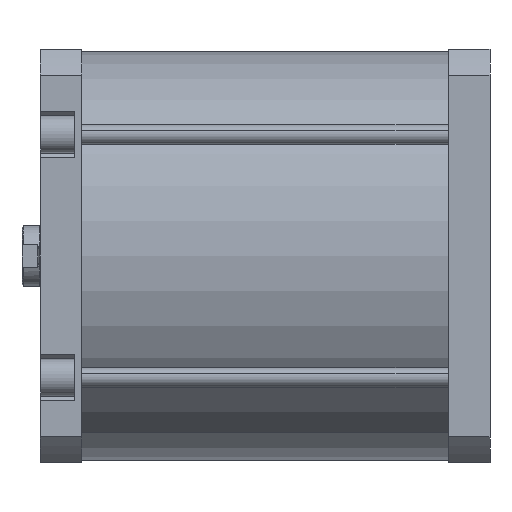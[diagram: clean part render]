
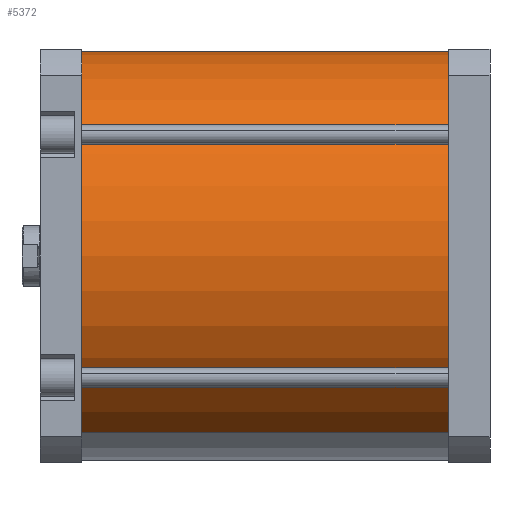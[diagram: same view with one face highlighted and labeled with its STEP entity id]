
A CAD part, front view. The second image highlights one B-rep face of the part: STEP entity #5372.
In plain terms, the highlighted cylindrical face has radius 168 mm (diameter 336 mm), a partial arc.
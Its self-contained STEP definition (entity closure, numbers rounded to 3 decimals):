
#481 = FACE_OUTER_BOUND ( 'NONE', #6439, .T. ) ;
#482 = CYLINDRICAL_SURFACE ( 'NONE', #5902, 168. ) ;
#834 = VECTOR ( 'NONE', #2047, 1000. ) ;
#849 = CIRCLE ( 'NONE', #5969, 168. ) ;
#851 = CIRCLE ( 'NONE', #5973, 168. ) ;
#859 = LINE ( 'NONE', #2034, #834 ) ;
#861 = LINE ( 'NONE', #2048, #862 ) ;
#862 = VECTOR ( 'NONE', #2049, 1000. ) ;
#1468 = DIRECTION ( 'NONE',  ( -1., 0., 0. ) ) ;
#1480 = DIRECTION ( 'NONE',  ( 0., 0., -1. ) ) ;
#1486 = CARTESIAN_POINT ( 'NONE',  ( 0., 0., 302. ) ) ;
#2016 = CARTESIAN_POINT ( 'NONE',  ( 0., 0., 0. ) ) ;
#2019 = DIRECTION ( 'NONE',  ( 0., 0., 1. ) ) ;
#2020 = DIRECTION ( 'NONE',  ( 1., 0., 0. ) ) ;
#2024 = CARTESIAN_POINT ( 'NONE',  ( 0., 0., 302. ) ) ;
#2025 = DIRECTION ( 'NONE',  ( 0., 0., 1. ) ) ;
#2026 = DIRECTION ( 'NONE',  ( 1., 0., 0. ) ) ;
#2034 = CARTESIAN_POINT ( 'NONE',  ( -168., 0., 302. ) ) ;
#2047 = DIRECTION ( 'NONE',  ( 0., 0., -1. ) ) ;
#2048 = CARTESIAN_POINT ( 'NONE',  ( 168., 0., 302. ) ) ;
#2049 = DIRECTION ( 'NONE',  ( 0., 0., -1. ) ) ;
#3786 = ORIENTED_EDGE ( 'NONE', *, *, #7433, .T. ) ;
#3855 = ORIENTED_EDGE ( 'NONE', *, *, #7434, .F. ) ;
#3858 = ORIENTED_EDGE ( 'NONE', *, *, #7425, .F. ) ;
#3888 = ORIENTED_EDGE ( 'NONE', *, *, #7423, .T. ) ;
#3967 = VERTEX_POINT ( 'NONE', #4342 ) ;
#3983 = VERTEX_POINT ( 'NONE', #4358 ) ;
#3990 = VERTEX_POINT ( 'NONE', #4365 ) ;
#3994 = VERTEX_POINT ( 'NONE', #4369 ) ;
#4342 = CARTESIAN_POINT ( 'NONE',  ( 168., 0., 0. ) ) ;
#4358 = CARTESIAN_POINT ( 'NONE',  ( -168., 0., 0. ) ) ;
#4365 = CARTESIAN_POINT ( 'NONE',  ( -168., 0., 302. ) ) ;
#4369 = CARTESIAN_POINT ( 'NONE',  ( 168., 0., 302. ) ) ;
#5372 = ADVANCED_FACE ( 'NONE', ( #481 ), #482, .T. ) ;
#5902 = AXIS2_PLACEMENT_3D ( 'NONE', #1486, #1480, #1468 ) ;
#5969 = AXIS2_PLACEMENT_3D ( 'NONE', #2016, #2019, #2020 ) ;
#5973 = AXIS2_PLACEMENT_3D ( 'NONE', #2024, #2025, #2026 ) ;
#6439 = EDGE_LOOP ( 'NONE', ( #3855, #3858, #3786, #3888 ) ) ;
#7423 = EDGE_CURVE ( 'NONE', #3983, #3967, #849, .T. ) ;
#7425 = EDGE_CURVE ( 'NONE', #3990, #3994, #851, .T. ) ;
#7433 = EDGE_CURVE ( 'NONE', #3990, #3983, #859, .T. ) ;
#7434 = EDGE_CURVE ( 'NONE', #3994, #3967, #861, .T. ) ;
